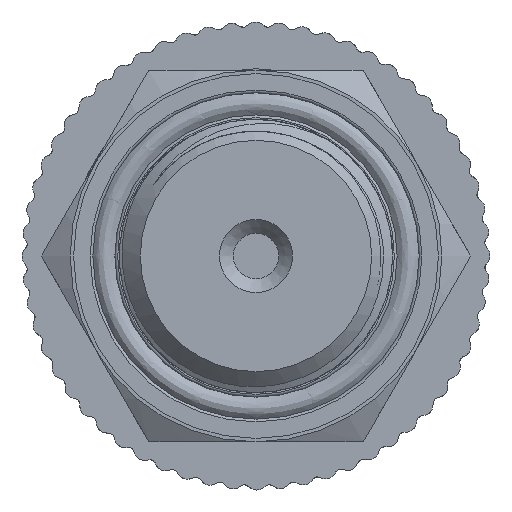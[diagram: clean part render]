
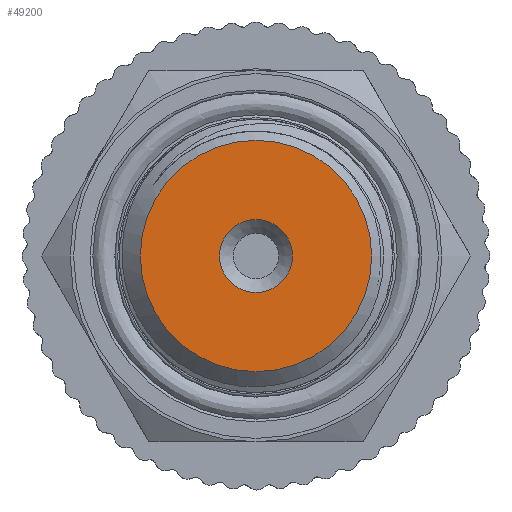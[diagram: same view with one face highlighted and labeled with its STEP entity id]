
A CAD part, left-side view. The second image highlights one B-rep face of the part: STEP entity #49200.
In plain terms, the highlighted planar face has unit normal (-1, 0, 0).
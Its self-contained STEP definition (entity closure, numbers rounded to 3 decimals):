
#149=PLANE('',#51858);
#1989=FACE_BOUND('',#6951,.T.);
#3134=CIRCLE('',#51813,8.4);
#3161=CIRCLE('',#51857,2.65);
#4261=FACE_OUTER_BOUND('',#6950,.T.);
#6950=EDGE_LOOP('',(#34330));
#6951=EDGE_LOOP('',(#34331));
#20203=VERTEX_POINT('',#82282);
#20226=VERTEX_POINT('',#83313);
#25648=EDGE_CURVE('',#20203,#20203,#3134,.T.);
#25687=EDGE_CURVE('',#20226,#20226,#3161,.T.);
#34330=ORIENTED_EDGE('',*,*,#25648,.T.);
#34331=ORIENTED_EDGE('',*,*,#25687,.T.);
#49200=ADVANCED_FACE('',(#4261,#1989),#149,.T.);
#51813=AXIS2_PLACEMENT_3D('',#82284,#56519,#56520);
#51857=AXIS2_PLACEMENT_3D('',#83315,#56615,#56616);
#51858=AXIS2_PLACEMENT_3D('',#83316,#56617,#56618);
#56519=DIRECTION('center_axis',(-1.,0.,0.));
#56520=DIRECTION('ref_axis',(0.,1.,0.));
#56615=DIRECTION('center_axis',(1.,0.,0.));
#56616=DIRECTION('ref_axis',(0.,0.,-1.));
#56617=DIRECTION('center_axis',(-1.,0.,0.));
#56618=DIRECTION('ref_axis',(0.,0.,1.));
#82282=CARTESIAN_POINT('',(-61.,-8.4,0.));
#82284=CARTESIAN_POINT('Origin',(-61.,0.,0.));
#83313=CARTESIAN_POINT('',(-61.,-2.65,0.));
#83315=CARTESIAN_POINT('Origin',(-61.,0.,0.));
#83316=CARTESIAN_POINT('Origin',(-61.,10.,0.));
